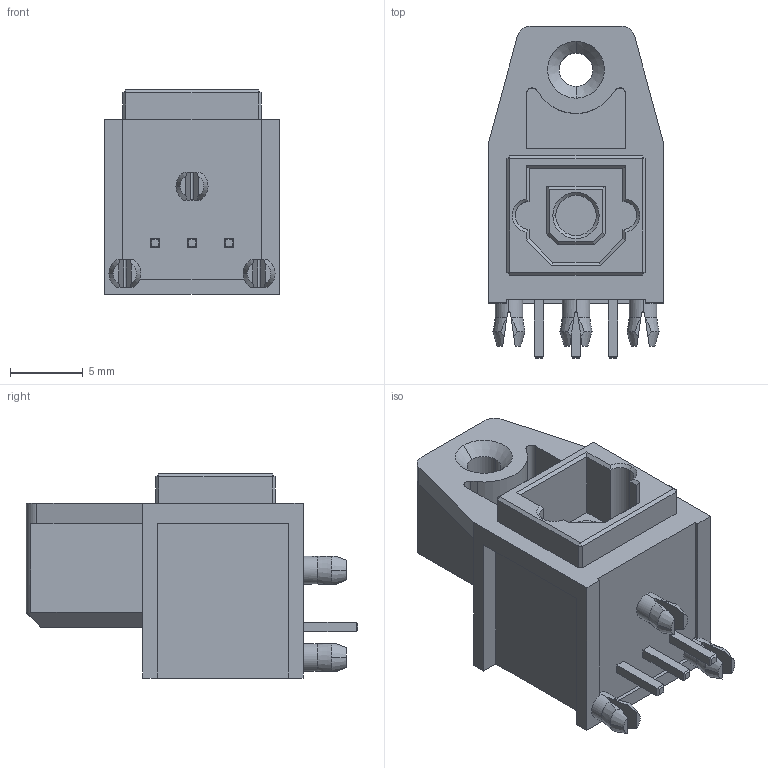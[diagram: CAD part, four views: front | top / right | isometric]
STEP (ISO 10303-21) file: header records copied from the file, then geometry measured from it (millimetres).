
FILE_DESCRIPTION (( 'STEP AP214' ), '1' );
FILE_NAME ('User Library-GP1FAV50TK_e_1.STEP', '2014-03-26T00:18:25', ( 'Windows User' ), ( '' ), 'SwSTEP 2.0', 'SolidWorks 2014', '' );
FILE_SCHEMA (( 'AUTOMOTIVE_DESIGN' ));
Length unit declared in the file: millimetre
Products named in the file (1): User Library-GP1FAV50TK_e_1
Bounding box: 12 x 22.77 x 14 mm (x, y, z)
Volume: 1589.7 mm3; surface area: 1791.5 mm2
Topology: 4 solids, 4 shells, 180 faces, 453 edges, 287 vertices
Faces by surface type: plane 137, cone 22, cylinder 21
Entity records: 7585 total; most frequent: CARTESIAN_POINT 1353, ORIENTED_EDGE 906, DIRECTION 802, EDGE_CURVE 453, VECTOR 306, LINE 306, VERTEX_POINT 287, AXIS2_PLACEMENT_3D 248
